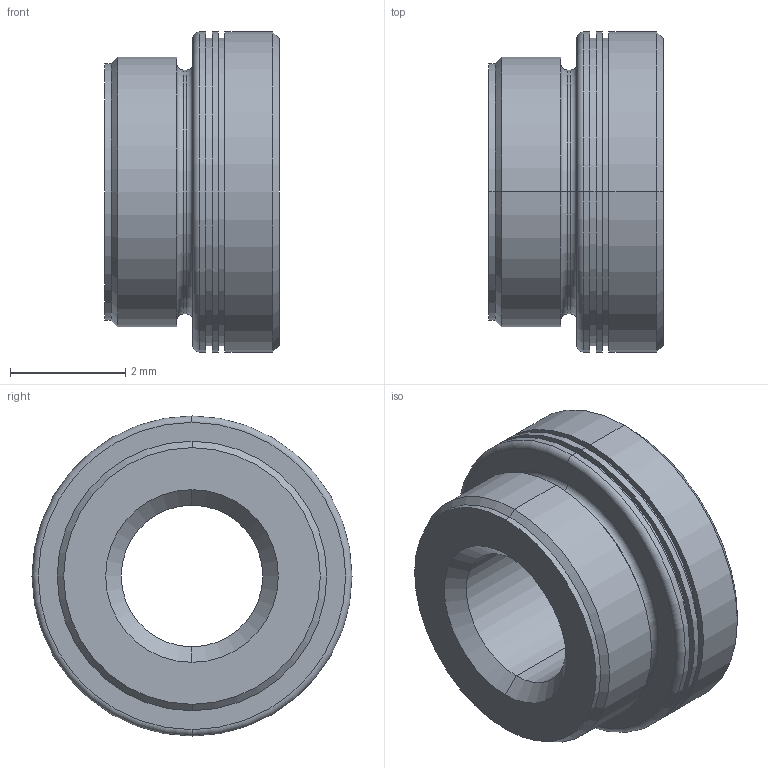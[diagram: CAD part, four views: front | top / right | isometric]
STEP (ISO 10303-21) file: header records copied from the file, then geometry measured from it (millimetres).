
FILE_DESCRIPTION(('starvars output'),'1');
FILE_NAME('cv20230527034052000001201.stp','03:40:52 2023/05/27',('Thomas Industrial Network Germany GmbH'),(' '),'Spatial InterOp 3D',' ',' ');
FILE_SCHEMA(('AUTOMOTIVE_DESIGN { 1 0 10303 214 3 1 1 }'));
Length unit declared in the file: millimetre
Products named in the file (1): 1
Bounding box: 3.03 x 5.56 x 5.56 mm (x, y, z)
Volume: 46.1 mm3; surface area: 118.8 mm2
Topology: 1 solids, 7 shells, 163 faces, 405 edges, 262 vertices
Faces by surface type: plane 127, cylinder 22, cone 8, torus 6
Entity records: 6105 total; most frequent: CARTESIAN_POINT 831, ORIENTED_EDGE 810, DIRECTION 795, EDGE_CURVE 405, LINE 343, VECTOR 343, VERTEX_POINT 262, AXIS2_PLACEMENT_3D 226
